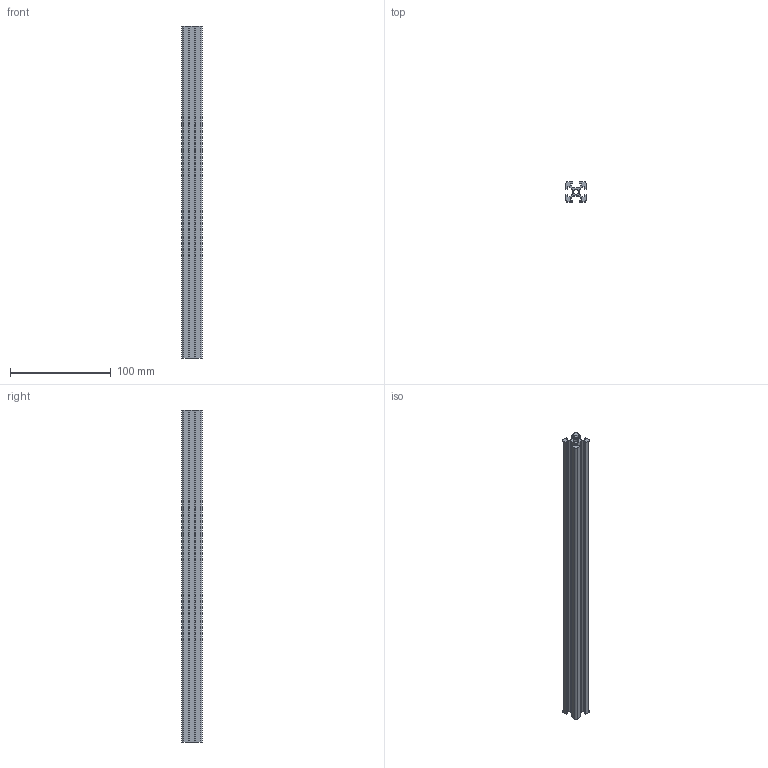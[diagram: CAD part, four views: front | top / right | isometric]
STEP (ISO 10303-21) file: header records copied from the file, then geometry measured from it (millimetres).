
FILE_DESCRIPTION((''),'2;1');
FILE_NAME('2020_EXTRUSION_Y','2023-02-15T17:17:43',('matteo.grassi'),(''),'CREO PARAMETRIC BY PTC INC, 2018020','CREO PARAMETRIC BY PTC INC, 2018020','');
FILE_SCHEMA(('AUTOMOTIVE_DESIGN { 1 0 10303 214 1 1 1 1 }'));
Length unit declared in the file: millimetre
Products named in the file (1): 2020_EXTRUSION_Y
Bounding box: 20 x 20 x 330 mm (x, y, z)
Volume: 55628.8 mm3; surface area: 52784.4 mm2
Topology: 1 solids, 1 shells, 76 faces, 222 edges, 148 vertices
Faces by surface type: plane 46, cylinder 30
Entity records: 3365 total; most frequent: CARTESIAN_POINT 449, ORIENTED_EDGE 444, DIRECTION 436, PRESENTATION_STYLE_ASSIGNMENT 223, STYLED_ITEM 223, CURVE_STYLE 222, EDGE_CURVE 222, VECTOR 162
